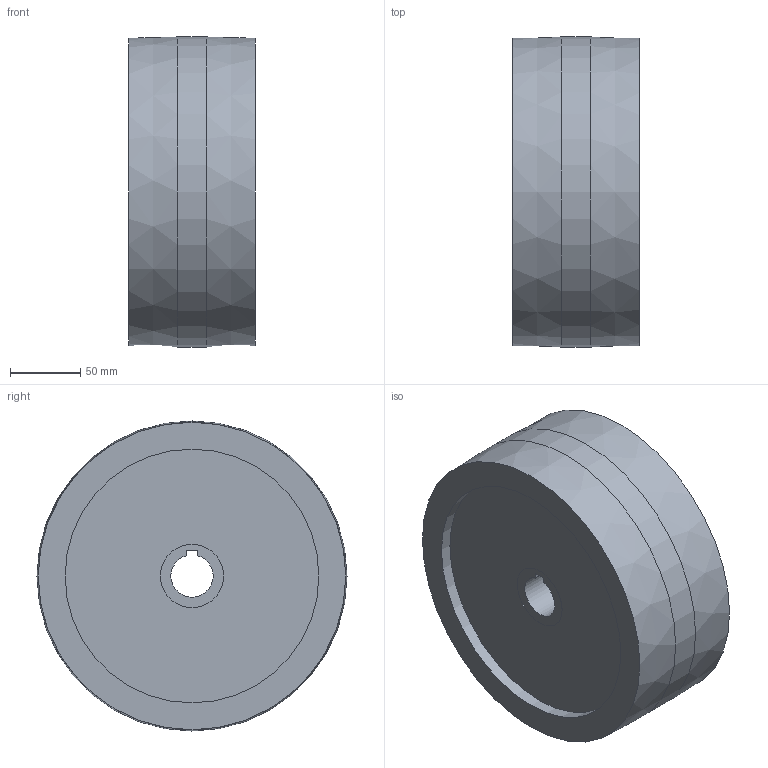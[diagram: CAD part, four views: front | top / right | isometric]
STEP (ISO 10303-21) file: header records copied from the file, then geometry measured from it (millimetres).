
FILE_DESCRIPTION(/* description */ (''),/* implementation_level */ '2;1');
FILE_NAME(/* name */ 'TRBB220090.stp',/* time_stamp */ '2017-10-17T11:45:57+02:00',/* author */ ('pb'),/* organization */ (''),/* preprocessor_version */ 'ST-DEVELOPER v16.5',/* originating_system */ 'Autodesk Inventor 2017',/* authorisation */ '');
FILE_SCHEMA (('AUTOMOTIVE_DESIGN { 1 0 10303 214 3 1 1 }'));
Length unit declared in the file: millimetre
Products named in the file (1): Part1
Bounding box: 90 x 220 x 220 mm (x, y, z)
Volume: 2912742.4 mm3; surface area: 152356.3 mm2
Topology: 1 solids, 1 shells, 17 faces, 31 edges, 20 vertices
Faces by surface type: plane 9, cylinder 6, cone 2
Full cylindrical faces by diameter (mm): 45 x2, 180 x2, 220 x1
Entity records: 447 total; most frequent: DIRECTION 74, CARTESIAN_POINT 62, ORIENTED_EDGE 48, AXIS2_PLACEMENT_3D 32, EDGE_LOOP 30, EDGE_CURVE 24, VERTEX_POINT 20, FACE_OUTER_BOUND 17
